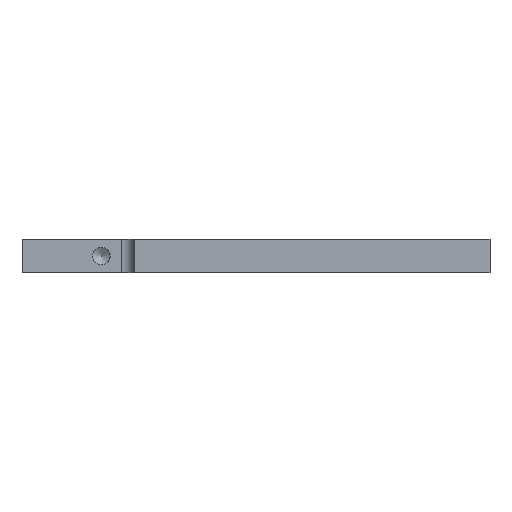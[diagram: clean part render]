
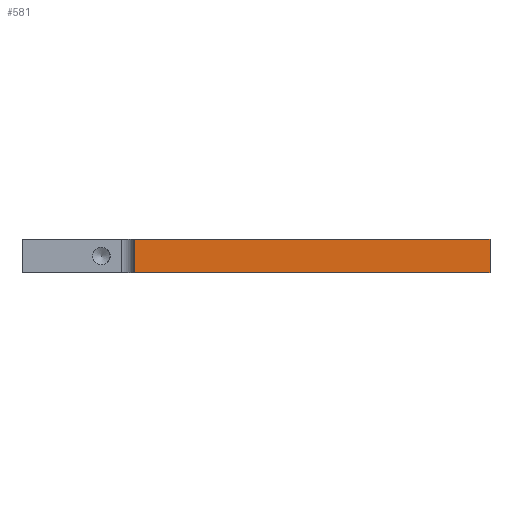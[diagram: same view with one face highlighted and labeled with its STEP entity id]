
A CAD part, front view. The second image highlights one B-rep face of the part: STEP entity #581.
In plain terms, the highlighted planar face has unit normal (0, -1, 0).
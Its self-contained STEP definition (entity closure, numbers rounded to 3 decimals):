
#581=ADVANCED_FACE('',(#696),#676,.T.);
#676=PLANE('',#2090);
#696=FACE_OUTER_BOUND('',#794,.T.);
#794=EDGE_LOOP('',(#1206,#1207,#1208,#1209));
#1206=ORIENTED_EDGE('',*,*,#1744,.F.);
#1207=ORIENTED_EDGE('',*,*,#1784,.F.);
#1208=ORIENTED_EDGE('',*,*,#1764,.T.);
#1209=ORIENTED_EDGE('',*,*,#1675,.T.);
#1475=VERTEX_POINT('',#2696);
#1478=VERTEX_POINT('',#2701);
#1545=VERTEX_POINT('',#2838);
#1559=VERTEX_POINT('',#2874);
#1675=EDGE_CURVE('',#1475,#1478,#1891,.T.);
#1744=EDGE_CURVE('',#1545,#1478,#1897,.T.);
#1764=EDGE_CURVE('',#1559,#1475,#1911,.T.);
#1784=EDGE_CURVE('',#1559,#1545,#1927,.T.);
#1891=LINE('',#2702,#1950);
#1897=LINE('',#2839,#1956);
#1911=LINE('',#2873,#1970);
#1927=LINE('',#2915,#1986);
#1950=VECTOR('',#2231,1.);
#1956=VECTOR('',#2365,1.);
#1970=VECTOR('',#2393,1.);
#1986=VECTOR('',#2447,1.);
#2090=AXIS2_PLACEMENT_3D('',#2917,#2450,#2451);
#2231=DIRECTION('',(0.,0.,1.));
#2365=DIRECTION('',(1.,0.,0.));
#2393=DIRECTION('',(1.,0.,0.));
#2447=DIRECTION('',(0.,0.,1.));
#2450=DIRECTION('',(0.,-1.,0.));
#2451=DIRECTION('',(0.,0.,-1.));
#2696=CARTESIAN_POINT('',(112.,-39.469,0.));
#2701=CARTESIAN_POINT('',(112.,-39.469,8.));
#2702=CARTESIAN_POINT('',(112.,-39.469,0.));
#2838=CARTESIAN_POINT('',(26.932,-39.469,8.));
#2839=CARTESIAN_POINT('',(26.932,-39.469,8.));
#2873=CARTESIAN_POINT('',(26.932,-39.469,0.));
#2874=CARTESIAN_POINT('',(26.932,-39.469,0.));
#2915=CARTESIAN_POINT('',(26.932,-39.469,0.));
#2917=CARTESIAN_POINT('',(26.932,-39.469,0.));
